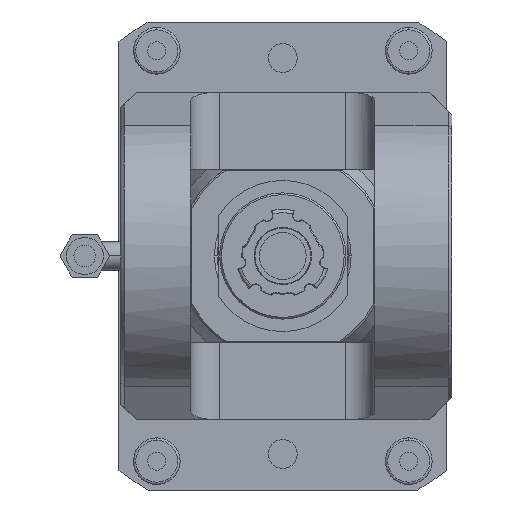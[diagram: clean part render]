
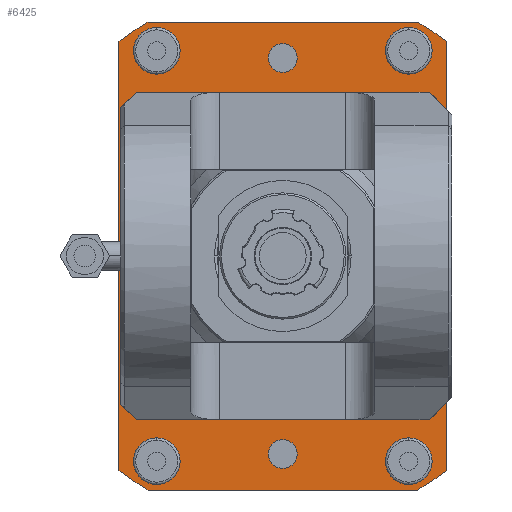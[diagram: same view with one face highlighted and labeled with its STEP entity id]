
A CAD part, left-side view. The second image highlights one B-rep face of the part: STEP entity #6425.
In plain terms, the highlighted planar face has unit normal (-1, 0, 0).
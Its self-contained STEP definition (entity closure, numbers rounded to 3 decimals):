
#5=CARTESIAN_POINT('',(-23.5,0.,0.));
#6=DIRECTION('',(-1.,0.,0.));
#7=DIRECTION('',(0.,-0.499,-0.867));
#8=AXIS2_PLACEMENT_3D('',#5,#6,#7);
#32=DIRECTION('',(0.,1.,0.));
#33=VECTOR('',#32,81.259);
#34=CARTESIAN_POINT('',(-23.5,-40.629,-45.5));
#35=LINE('',#34,#33);
#36=CARTESIAN_POINT('',(-23.5,0.,0.));
#37=DIRECTION('',(1.,0.,0.));
#38=DIRECTION('',(0.,-0.746,-0.666));
#39=AXIS2_PLACEMENT_3D('',#36,#37,#38);
#41=DIRECTION('',(0.,0.,-1.));
#42=VECTOR('',#41,18.992);
#43=CARTESIAN_POINT('',(-23.5,-45.5,-40.629));
#44=LINE('',#43,#42);
#45=DIRECTION('',(0.,1.,0.));
#46=VECTOR('',#45,74.833);
#47=CARTESIAN_POINT('',(-23.5,-37.417,-65.));
#48=LINE('',#47,#46);
#49=DIRECTION('',(0.,0.,1.));
#50=VECTOR('',#49,119.243);
#51=CARTESIAN_POINT('',(-23.5,45.5,-59.622));
#52=LINE('',#51,#50);
#53=DIRECTION('',(0.,-1.,0.));
#54=VECTOR('',#53,74.833);
#55=CARTESIAN_POINT('',(-23.5,37.417,65.));
#56=LINE('',#55,#54);
#57=DIRECTION('',(0.,0.,-1.));
#58=VECTOR('',#57,18.992);
#59=CARTESIAN_POINT('',(-23.5,-45.5,59.622));
#60=LINE('',#59,#58);
#61=CARTESIAN_POINT('',(-23.5,0.,0.));
#62=DIRECTION('',(1.,0.,0.));
#63=DIRECTION('',(0.,-0.666,0.746));
#64=AXIS2_PLACEMENT_3D('',#61,#62,#63);
#66=DIRECTION('',(0.,-1.,0.));
#67=VECTOR('',#66,81.259);
#68=CARTESIAN_POINT('',(-23.5,40.629,45.5));
#69=LINE('',#68,#67);
#70=CARTESIAN_POINT('',(-23.5,0.,0.));
#71=DIRECTION('',(1.,0.,0.));
#72=DIRECTION('',(0.,0.738,0.675));
#73=AXIS2_PLACEMENT_3D('',#70,#71,#72);
#75=DIRECTION('',(0.,0.,1.));
#76=VECTOR('',#75,82.365);
#77=CARTESIAN_POINT('',(-23.5,45.,-41.183));
#78=LINE('',#77,#76);
#79=CARTESIAN_POINT('',(-23.5,0.,0.));
#80=DIRECTION('',(1.,0.,0.));
#81=DIRECTION('',(0.,0.666,-0.746));
#82=AXIS2_PLACEMENT_3D('',#79,#80,#81);
#84=CARTESIAN_POINT('',(-23.5,-35.,-57.));
#85=DIRECTION('',(1.,0.,0.));
#86=DIRECTION('',(0.,0.,1.));
#87=AXIS2_PLACEMENT_3D('',#84,#85,#86);
#89=CARTESIAN_POINT('',(-23.5,-35.,-57.));
#90=DIRECTION('',(1.,0.,0.));
#91=DIRECTION('',(0.,0.,-1.));
#92=AXIS2_PLACEMENT_3D('',#89,#90,#91);
#94=CARTESIAN_POINT('',(-23.5,-35.,57.));
#95=DIRECTION('',(1.,0.,0.));
#96=DIRECTION('',(0.,0.,1.));
#97=AXIS2_PLACEMENT_3D('',#94,#95,#96);
#99=CARTESIAN_POINT('',(-23.5,-35.,57.));
#100=DIRECTION('',(1.,0.,0.));
#101=DIRECTION('',(0.,0.,-1.));
#102=AXIS2_PLACEMENT_3D('',#99,#100,#101);
#104=CARTESIAN_POINT('',(-23.5,35.,-57.));
#105=DIRECTION('',(1.,0.,0.));
#106=DIRECTION('',(0.,0.,1.));
#107=AXIS2_PLACEMENT_3D('',#104,#105,#106);
#109=CARTESIAN_POINT('',(-23.5,35.,-57.));
#110=DIRECTION('',(1.,0.,0.));
#111=DIRECTION('',(0.,0.,-1.));
#112=AXIS2_PLACEMENT_3D('',#109,#110,#111);
#114=CARTESIAN_POINT('',(-23.5,35.,57.));
#115=DIRECTION('',(1.,0.,0.));
#116=DIRECTION('',(0.,0.,1.));
#117=AXIS2_PLACEMENT_3D('',#114,#115,#116);
#119=CARTESIAN_POINT('',(-23.5,35.,57.));
#120=DIRECTION('',(1.,0.,0.));
#121=DIRECTION('',(0.,0.,-1.));
#122=AXIS2_PLACEMENT_3D('',#119,#120,#121);
#124=CARTESIAN_POINT('',(-23.5,0.,55.));
#125=DIRECTION('',(-1.,0.,0.));
#126=DIRECTION('',(0.,0.,-1.));
#127=AXIS2_PLACEMENT_3D('',#124,#125,#126);
#129=CARTESIAN_POINT('',(-23.5,0.,55.));
#130=DIRECTION('',(-1.,0.,0.));
#131=DIRECTION('',(0.,0.,1.));
#132=AXIS2_PLACEMENT_3D('',#129,#130,#131);
#134=CARTESIAN_POINT('',(-23.5,0.,-55.));
#135=DIRECTION('',(-1.,0.,0.));
#136=DIRECTION('',(0.,0.,-1.));
#137=AXIS2_PLACEMENT_3D('',#134,#135,#136);
#139=CARTESIAN_POINT('',(-23.5,0.,-55.));
#140=DIRECTION('',(-1.,0.,0.));
#141=DIRECTION('',(0.,0.,1.));
#142=AXIS2_PLACEMENT_3D('',#139,#140,#141);
#4231=CARTESIAN_POINT('',(-23.5,0.,0.));
#4232=DIRECTION('',(1.,0.,0.));
#4233=DIRECTION('',(0.,0.499,-0.867));
#4234=AXIS2_PLACEMENT_3D('',#4231,#4232,#4233);
#4244=CARTESIAN_POINT('',(-23.5,0.,0.));
#4245=DIRECTION('',(1.,0.,0.));
#4246=DIRECTION('',(0.,0.607,0.795));
#4247=AXIS2_PLACEMENT_3D('',#4244,#4245,#4246);
#4257=CARTESIAN_POINT('',(-23.5,0.,0.));
#4258=DIRECTION('',(-1.,0.,0.));
#4259=DIRECTION('',(0.,-0.607,0.795));
#4260=AXIS2_PLACEMENT_3D('',#4257,#4258,#4259);
#5178=CARTESIAN_POINT('',(-23.5,-37.417,-65.));
#5179=CARTESIAN_POINT('',(-23.5,37.417,-65.));
#5180=VERTEX_POINT('',#5178);
#5181=VERTEX_POINT('',#5179);
#5182=CARTESIAN_POINT('',(-23.5,45.5,-59.622));
#5183=CARTESIAN_POINT('',(-23.5,45.5,59.622));
#5184=VERTEX_POINT('',#5182);
#5185=VERTEX_POINT('',#5183);
#5186=CARTESIAN_POINT('',(-23.5,37.417,65.));
#5187=CARTESIAN_POINT('',(-23.5,-37.417,65.));
#5188=VERTEX_POINT('',#5186);
#5189=VERTEX_POINT('',#5187);
#5190=CARTESIAN_POINT('',(-23.5,-45.5,-59.622));
#5191=VERTEX_POINT('',#5190);
#5192=CARTESIAN_POINT('',(-23.5,-45.5,59.622));
#5193=VERTEX_POINT('',#5192);
#5279=CARTESIAN_POINT('',(-23.5,-35.,-50.521));
#5280=CARTESIAN_POINT('',(-23.5,-35.,-63.479));
#5281=VERTEX_POINT('',#5279);
#5282=VERTEX_POINT('',#5280);
#5295=CARTESIAN_POINT('',(-23.5,-35.,63.479));
#5296=CARTESIAN_POINT('',(-23.5,-35.,50.521));
#5297=VERTEX_POINT('',#5295);
#5298=VERTEX_POINT('',#5296);
#5311=CARTESIAN_POINT('',(-23.5,35.,-50.521));
#5312=CARTESIAN_POINT('',(-23.5,35.,-63.479));
#5313=VERTEX_POINT('',#5311);
#5314=VERTEX_POINT('',#5312);
#5327=CARTESIAN_POINT('',(-23.5,35.,63.479));
#5328=CARTESIAN_POINT('',(-23.5,35.,50.521));
#5329=VERTEX_POINT('',#5327);
#5330=VERTEX_POINT('',#5328);
#5820=CARTESIAN_POINT('',(-23.5,-40.629,-45.5));
#5821=CARTESIAN_POINT('',(-23.5,40.629,-45.5));
#5822=VERTEX_POINT('',#5820);
#5823=VERTEX_POINT('',#5821);
#5824=CARTESIAN_POINT('',(-23.5,45.,-41.183));
#5825=CARTESIAN_POINT('',(-23.5,45.,41.183));
#5826=VERTEX_POINT('',#5824);
#5827=VERTEX_POINT('',#5825);
#5828=CARTESIAN_POINT('',(-23.5,40.629,45.5));
#5829=CARTESIAN_POINT('',(-23.5,-40.629,45.5));
#5830=VERTEX_POINT('',#5828);
#5831=VERTEX_POINT('',#5829);
#5832=CARTESIAN_POINT('',(-23.5,-45.5,40.629));
#5833=VERTEX_POINT('',#5832);
#5834=CARTESIAN_POINT('',(-23.5,-45.5,-40.629));
#5835=VERTEX_POINT('',#5834);
#6094=CARTESIAN_POINT('',(-23.5,0.,51.));
#6095=CARTESIAN_POINT('',(-23.5,0.,59.));
#6096=VERTEX_POINT('',#6094);
#6097=VERTEX_POINT('',#6095);
#6102=CARTESIAN_POINT('',(-23.5,0.,-59.));
#6103=CARTESIAN_POINT('',(-23.5,0.,-51.));
#6104=VERTEX_POINT('',#6102);
#6105=VERTEX_POINT('',#6103);
#6354=CARTESIAN_POINT('',(-23.5,0.,0.));
#6355=DIRECTION('',(-1.,0.,0.));
#6356=DIRECTION('',(0.,0.,1.));
#6357=AXIS2_PLACEMENT_3D('',#6354,#6355,#6356);
#6358=PLANE('',#6357);
#6360=ORIENTED_EDGE('',*,*,#6359,.F.);
#6361=ORIENTED_EDGE('',*,*,#6340,.F.);
#6362=ORIENTED_EDGE('',*,*,#6311,.T.);
#6363=ORIENTED_EDGE('',*,*,#6292,.F.);
#6365=ORIENTED_EDGE('',*,*,#6364,.T.);
#6367=ORIENTED_EDGE('',*,*,#6366,.T.);
#6369=ORIENTED_EDGE('',*,*,#6368,.T.);
#6371=ORIENTED_EDGE('',*,*,#6370,.T.);
#6373=ORIENTED_EDGE('',*,*,#6372,.T.);
#6375=ORIENTED_EDGE('',*,*,#6374,.F.);
#6376=ORIENTED_EDGE('',*,*,#6304,.T.);
#6378=ORIENTED_EDGE('',*,*,#6377,.F.);
#6380=ORIENTED_EDGE('',*,*,#6379,.F.);
#6382=ORIENTED_EDGE('',*,*,#6381,.F.);
#6384=ORIENTED_EDGE('',*,*,#6383,.F.);
#6386=ORIENTED_EDGE('',*,*,#6385,.F.);
#6387=EDGE_LOOP('',(#6360,#6361,#6362,#6363,#6365,#6367,#6369,#6371,#6373,#6375,
#6376,#6378,#6380,#6382,#6384,#6386));
#6388=FACE_OUTER_BOUND('',#6387,.F.);
#6390=ORIENTED_EDGE('',*,*,#6389,.F.);
#6392=ORIENTED_EDGE('',*,*,#6391,.F.);
#6393=EDGE_LOOP('',(#6390,#6392));
#6394=FACE_BOUND('',#6393,.F.);
#6396=ORIENTED_EDGE('',*,*,#6395,.F.);
#6398=ORIENTED_EDGE('',*,*,#6397,.F.);
#6399=EDGE_LOOP('',(#6396,#6398));
#6400=FACE_BOUND('',#6399,.F.);
#6402=ORIENTED_EDGE('',*,*,#6401,.F.);
#6404=ORIENTED_EDGE('',*,*,#6403,.F.);
#6405=EDGE_LOOP('',(#6402,#6404));
#6406=FACE_BOUND('',#6405,.F.);
#6408=ORIENTED_EDGE('',*,*,#6407,.F.);
#6410=ORIENTED_EDGE('',*,*,#6409,.F.);
#6411=EDGE_LOOP('',(#6408,#6410));
#6412=FACE_BOUND('',#6411,.F.);
#6414=ORIENTED_EDGE('',*,*,#6413,.T.);
#6416=ORIENTED_EDGE('',*,*,#6415,.T.);
#6417=EDGE_LOOP('',(#6414,#6416));
#6418=FACE_BOUND('',#6417,.F.);
#6420=ORIENTED_EDGE('',*,*,#6419,.T.);
#6422=ORIENTED_EDGE('',*,*,#6421,.T.);
#6423=EDGE_LOOP('',(#6420,#6422));
#6424=FACE_BOUND('',#6423,.F.);
#6425=ADVANCED_FACE('',(#6388,#6394,#6400,#6406,#6412,#6418,#6424),#6358,.T.);
#9=CIRCLE('',#8,75.);
#40=CIRCLE('',#39,61.);
#65=CIRCLE('',#64,61.);
#74=CIRCLE('',#73,61.);
#83=CIRCLE('',#82,61.);
#88=CIRCLE('',#87,6.479);
#93=CIRCLE('',#92,6.479);
#98=CIRCLE('',#97,6.479);
#103=CIRCLE('',#102,6.479);
#108=CIRCLE('',#107,6.479);
#113=CIRCLE('',#112,6.479);
#118=CIRCLE('',#117,6.479);
#123=CIRCLE('',#122,6.479);
#128=CIRCLE('',#127,4.);
#133=CIRCLE('',#132,4.);
#138=CIRCLE('',#137,4.);
#143=CIRCLE('',#142,4.);
#4235=CIRCLE('',#4234,75.);
#4248=CIRCLE('',#4247,75.);
#4261=CIRCLE('',#4260,75.);
#6292=EDGE_CURVE('',#5180,#5191,#9,.T.);
#6304=EDGE_CURVE('',#5193,#5833,#60,.T.);
#6311=EDGE_CURVE('',#5835,#5191,#44,.T.);
#6340=EDGE_CURVE('',#5835,#5822,#40,.T.);
#6359=EDGE_CURVE('',#5822,#5823,#35,.T.);
#6364=EDGE_CURVE('',#5180,#5181,#48,.T.);
#6366=EDGE_CURVE('',#5181,#5184,#4235,.T.);
#6368=EDGE_CURVE('',#5184,#5185,#52,.T.);
#6370=EDGE_CURVE('',#5185,#5188,#4248,.T.);
#6372=EDGE_CURVE('',#5188,#5189,#56,.T.);
#6374=EDGE_CURVE('',#5193,#5189,#4261,.T.);
#6377=EDGE_CURVE('',#5831,#5833,#65,.T.);
#6379=EDGE_CURVE('',#5830,#5831,#69,.T.);
#6381=EDGE_CURVE('',#5827,#5830,#74,.T.);
#6383=EDGE_CURVE('',#5826,#5827,#78,.T.);
#6385=EDGE_CURVE('',#5823,#5826,#83,.T.);
#6389=EDGE_CURVE('',#5281,#5282,#88,.T.);
#6391=EDGE_CURVE('',#5282,#5281,#93,.T.);
#6395=EDGE_CURVE('',#5297,#5298,#98,.T.);
#6397=EDGE_CURVE('',#5298,#5297,#103,.T.);
#6401=EDGE_CURVE('',#5313,#5314,#108,.T.);
#6403=EDGE_CURVE('',#5314,#5313,#113,.T.);
#6407=EDGE_CURVE('',#5329,#5330,#118,.T.);
#6409=EDGE_CURVE('',#5330,#5329,#123,.T.);
#6413=EDGE_CURVE('',#6096,#6097,#128,.T.);
#6415=EDGE_CURVE('',#6097,#6096,#133,.T.);
#6419=EDGE_CURVE('',#6104,#6105,#138,.T.);
#6421=EDGE_CURVE('',#6105,#6104,#143,.T.);
